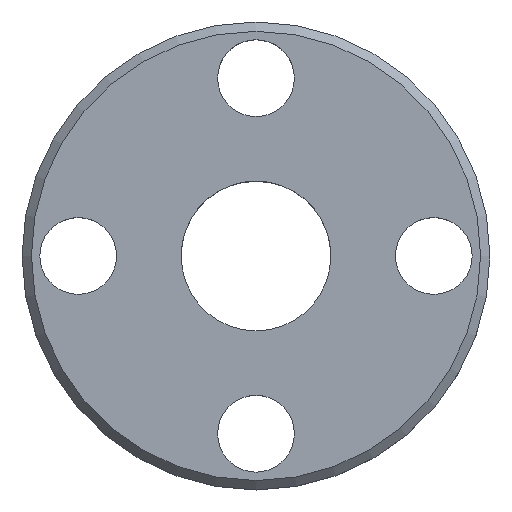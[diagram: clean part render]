
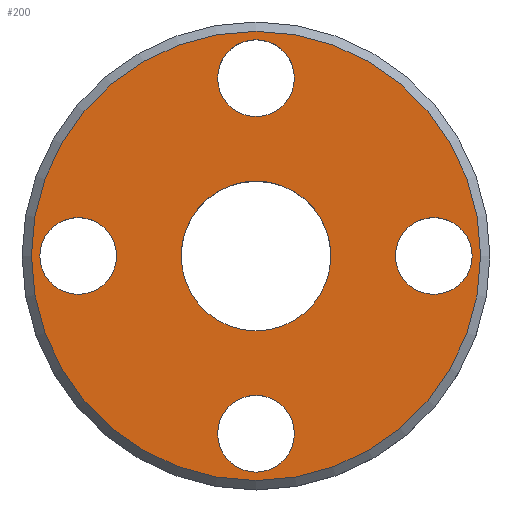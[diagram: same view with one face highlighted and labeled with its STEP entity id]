
A CAD part, top view. The second image highlights one B-rep face of the part: STEP entity #200.
In plain terms, the highlighted planar face has unit normal (0, 0, 1).
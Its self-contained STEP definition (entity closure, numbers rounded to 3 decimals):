
#15=FACE_BOUND('',#51,.T.);
#16=FACE_BOUND('',#52,.T.);
#17=FACE_BOUND('',#53,.T.);
#18=FACE_BOUND('',#54,.T.);
#19=FACE_BOUND('',#55,.T.);
#26=PLANE('',#229);
#38=FACE_OUTER_BOUND('',#50,.T.);
#50=EDGE_LOOP('',(#154));
#51=EDGE_LOOP('',(#155));
#52=EDGE_LOOP('',(#156));
#53=EDGE_LOOP('',(#157));
#54=EDGE_LOOP('',(#158));
#55=EDGE_LOOP('',(#159));
#89=CIRCLE('',#225,12.);
#92=CIRCLE('',#230,2.05);
#93=CIRCLE('',#231,4.);
#94=CIRCLE('',#232,2.05);
#95=CIRCLE('',#233,2.05);
#96=CIRCLE('',#234,2.05);
#105=VERTEX_POINT('',#321);
#108=VERTEX_POINT('',#331);
#109=VERTEX_POINT('',#333);
#110=VERTEX_POINT('',#335);
#111=VERTEX_POINT('',#337);
#112=VERTEX_POINT('',#339);
#121=EDGE_CURVE('',#105,#105,#89,.T.);
#126=EDGE_CURVE('',#108,#108,#92,.T.);
#127=EDGE_CURVE('',#109,#109,#93,.T.);
#128=EDGE_CURVE('',#110,#110,#94,.T.);
#129=EDGE_CURVE('',#111,#111,#95,.T.);
#130=EDGE_CURVE('',#112,#112,#96,.T.);
#154=ORIENTED_EDGE('',*,*,#121,.F.);
#155=ORIENTED_EDGE('',*,*,#126,.T.);
#156=ORIENTED_EDGE('',*,*,#127,.T.);
#157=ORIENTED_EDGE('',*,*,#128,.T.);
#158=ORIENTED_EDGE('',*,*,#129,.T.);
#159=ORIENTED_EDGE('',*,*,#130,.T.);
#200=ADVANCED_FACE('',(#38,#15,#16,#17,#18,#19),#26,.T.);
#225=AXIS2_PLACEMENT_3D('',#322,#256,#257);
#229=AXIS2_PLACEMENT_3D('',#330,#266,#267);
#230=AXIS2_PLACEMENT_3D('',#332,#268,#269);
#231=AXIS2_PLACEMENT_3D('',#334,#270,#271);
#232=AXIS2_PLACEMENT_3D('',#336,#272,#273);
#233=AXIS2_PLACEMENT_3D('',#338,#274,#275);
#234=AXIS2_PLACEMENT_3D('',#340,#276,#277);
#256=DIRECTION('center_axis',(0.,0.,-1.));
#257=DIRECTION('ref_axis',(1.,0.,0.));
#266=DIRECTION('center_axis',(0.,0.,1.));
#267=DIRECTION('ref_axis',(1.,0.,0.));
#268=DIRECTION('center_axis',(0.,0.,-1.));
#269=DIRECTION('ref_axis',(1.,0.,0.));
#270=DIRECTION('center_axis',(0.,0.,-1.));
#271=DIRECTION('ref_axis',(1.,0.,0.));
#272=DIRECTION('center_axis',(0.,0.,-1.));
#273=DIRECTION('ref_axis',(0.,1.,0.));
#274=DIRECTION('center_axis',(0.,0.,-1.));
#275=DIRECTION('ref_axis',(-1.,0.,0.));
#276=DIRECTION('center_axis',(0.,0.,-1.));
#277=DIRECTION('ref_axis',(0.,-1.,0.));
#321=CARTESIAN_POINT('',(-12.,0.,4.));
#322=CARTESIAN_POINT('Origin',(0.,0.,4.));
#330=CARTESIAN_POINT('Origin',(0.,0.,4.));
#331=CARTESIAN_POINT('',(-2.05,9.5,4.));
#332=CARTESIAN_POINT('Origin',(0.,9.5,4.));
#333=CARTESIAN_POINT('',(-4.,0.,4.));
#334=CARTESIAN_POINT('Origin',(0.,0.,4.));
#335=CARTESIAN_POINT('',(-9.5,-2.05,4.));
#336=CARTESIAN_POINT('Origin',(-9.5,0.,4.));
#337=CARTESIAN_POINT('',(2.05,-9.5,4.));
#338=CARTESIAN_POINT('Origin',(0.,-9.5,4.));
#339=CARTESIAN_POINT('',(9.5,2.05,4.));
#340=CARTESIAN_POINT('Origin',(9.5,0.,4.));
